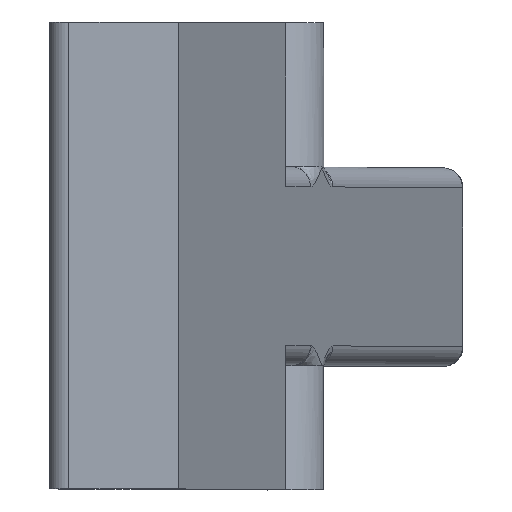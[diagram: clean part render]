
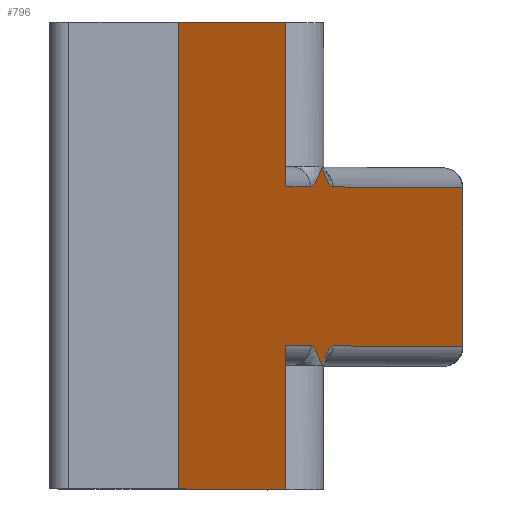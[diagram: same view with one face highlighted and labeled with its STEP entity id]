
A CAD part, top view. The second image highlights one B-rep face of the part: STEP entity #796.
In plain terms, the highlighted planar face has unit normal (0.965, 0, 0.262).
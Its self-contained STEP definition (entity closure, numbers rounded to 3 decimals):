
#21=B_SPLINE_CURVE_WITH_KNOTS('',3,(#1377,#1378,#1379,#1380,#1381,#1382,
#1383,#1384),.UNSPECIFIED.,.F.,.F.,(4,1,1,2,4),(0.589,0.685,
0.733,0.83,0.831),.UNSPECIFIED.);
#22=B_SPLINE_CURVE_WITH_KNOTS('',3,(#1435,#1436,#1437,#1438,#1439,#1440,
#1441,#1442),.UNSPECIFIED.,.F.,.F.,(4,2,1,1,4),(-0.001,0.,
0.097,0.145,0.242),.UNSPECIFIED.);
#23=B_SPLINE_CURVE_WITH_KNOTS('',3,(#1485,#1486,#1487,#1488,#1489,#1490,
#1491,#1492),.UNSPECIFIED.,.F.,.F.,(4,2,1,1,4),(-0.001,0.,
0.097,0.145,0.242),.UNSPECIFIED.);
#24=B_SPLINE_CURVE_WITH_KNOTS('',3,(#1539,#1540,#1541,#1542,#1543,#1544,
#1545,#1546),.UNSPECIFIED.,.F.,.F.,(4,1,1,2,4),(0.589,0.637,
0.685,0.83,0.831),.UNSPECIFIED.);
#41=PLANE('',#894);
#87=FACE_OUTER_BOUND('',#136,.T.);
#136=EDGE_LOOP('',(#672,#673,#674,#675,#676,#677,#678,#679,#680,#681,#682,
#683,#684,#685));
#200=LINE('',#1313,#263);
#203=LINE('',#1325,#266);
#204=LINE('',#1333,#267);
#205=LINE('',#1335,#268);
#206=LINE('',#1392,#269);
#207=LINE('',#1498,#270);
#208=LINE('',#1550,#271);
#209=LINE('',#1551,#272);
#210=LINE('',#1553,#273);
#211=LINE('',#1554,#274);
#263=VECTOR('',#1054,10.);
#266=VECTOR('',#1069,10.);
#267=VECTOR('',#1080,10.);
#268=VECTOR('',#1083,10.);
#269=VECTOR('',#1092,10.);
#270=VECTOR('',#1105,10.);
#271=VECTOR('',#1110,10.);
#272=VECTOR('',#1111,10.);
#273=VECTOR('',#1112,10.);
#274=VECTOR('',#1113,10.);
#373=VERTEX_POINT('',#1310);
#374=VERTEX_POINT('',#1312);
#376=VERTEX_POINT('',#1319);
#377=VERTEX_POINT('',#1323);
#378=VERTEX_POINT('',#1327);
#379=VERTEX_POINT('',#1331);
#380=VERTEX_POINT('',#1376);
#382=VERTEX_POINT('',#1389);
#383=VERTEX_POINT('',#1391);
#384=VERTEX_POINT('',#1483);
#385=VERTEX_POINT('',#1494);
#386=VERTEX_POINT('',#1496);
#387=VERTEX_POINT('',#1549);
#388=VERTEX_POINT('',#1552);
#465=EDGE_CURVE('',#373,#374,#200,.T.);
#472=EDGE_CURVE('',#377,#376,#203,.T.);
#476=EDGE_CURVE('',#378,#379,#204,.T.);
#477=EDGE_CURVE('',#376,#378,#205,.T.);
#478=EDGE_CURVE('',#379,#380,#21,.T.);
#482=EDGE_CURVE('',#382,#383,#206,.T.);
#485=EDGE_CURVE('',#380,#382,#22,.T.);
#487=EDGE_CURVE('',#384,#377,#23,.T.);
#490=EDGE_CURVE('',#386,#385,#207,.T.);
#491=EDGE_CURVE('',#385,#384,#24,.T.);
#493=EDGE_CURVE('',#387,#383,#208,.T.);
#494=EDGE_CURVE('',#386,#374,#209,.T.);
#495=EDGE_CURVE('',#388,#373,#210,.T.);
#496=EDGE_CURVE('',#388,#387,#211,.T.);
#672=ORIENTED_EDGE('',*,*,#493,.T.);
#673=ORIENTED_EDGE('',*,*,#482,.F.);
#674=ORIENTED_EDGE('',*,*,#485,.F.);
#675=ORIENTED_EDGE('',*,*,#478,.F.);
#676=ORIENTED_EDGE('',*,*,#476,.F.);
#677=ORIENTED_EDGE('',*,*,#477,.F.);
#678=ORIENTED_EDGE('',*,*,#472,.F.);
#679=ORIENTED_EDGE('',*,*,#487,.F.);
#680=ORIENTED_EDGE('',*,*,#491,.F.);
#681=ORIENTED_EDGE('',*,*,#490,.F.);
#682=ORIENTED_EDGE('',*,*,#494,.T.);
#683=ORIENTED_EDGE('',*,*,#465,.F.);
#684=ORIENTED_EDGE('',*,*,#495,.F.);
#685=ORIENTED_EDGE('',*,*,#496,.T.);
#796=ADVANCED_FACE('',(#87),#41,.T.);
#894=AXIS2_PLACEMENT_3D('',#1548,#1108,#1109);
#1054=DIRECTION('',(0.262,0.,-0.965));
#1069=DIRECTION('',(0.262,0.,-0.965));
#1080=DIRECTION('',(-0.262,0.,0.965));
#1083=DIRECTION('',(0.,-1.,0.));
#1092=DIRECTION('',(-0.262,0.,0.965));
#1105=DIRECTION('',(0.262,0.,-0.965));
#1108=DIRECTION('center_axis',(0.965,0.,0.262));
#1109=DIRECTION('ref_axis',(0.262,0.,-0.965));
#1110=DIRECTION('',(0.,1.,0.));
#1111=DIRECTION('',(0.,1.,0.));
#1112=DIRECTION('',(0.,1.,0.));
#1113=DIRECTION('',(0.262,0.,-0.965));
#1310=CARTESIAN_POINT('',(295.,12.25,-45.));
#1312=CARTESIAN_POINT('',(300.408,12.25,-64.959));
#1313=CARTESIAN_POINT('',(302.226,12.25,-71.672));
#1319=CARTESIAN_POINT('',(309.299,4.,-97.776));
#1323=CARTESIAN_POINT('',(302.794,4.,-73.767));
#1325=CARTESIAN_POINT('',(299.625,4.,-62.071));
#1327=CARTESIAN_POINT('',(309.299,-4.,-97.776));
#1331=CARTESIAN_POINT('',(302.794,-4.,-73.767));
#1333=CARTESIAN_POINT('',(299.625,-4.,-62.071));
#1335=CARTESIAN_POINT('',(309.299,0.,-97.776));
#1376=CARTESIAN_POINT('',(302.226,-5.,-71.672));
#1377=CARTESIAN_POINT('Ctrl Pts',(302.794,-4.,-73.767));
#1378=CARTESIAN_POINT('Ctrl Pts',(302.71,-4.,-73.456));
#1379=CARTESIAN_POINT('Ctrl Pts',(302.585,-4.134,-72.996));
#1380=CARTESIAN_POINT('Ctrl Pts',(302.4,-4.514,-72.312));
#1381=CARTESIAN_POINT('Ctrl Pts',(302.296,-4.806,-71.928));
#1382=CARTESIAN_POINT('Ctrl Pts',(302.227,-4.998,-71.675));
#1383=CARTESIAN_POINT('Ctrl Pts',(302.227,-4.999,-71.674));
#1384=CARTESIAN_POINT('Ctrl Pts',(302.226,-5.,-71.672));
#1389=CARTESIAN_POINT('',(301.659,-4.,-69.577));
#1391=CARTESIAN_POINT('',(300.408,-4.,-64.959));
#1392=CARTESIAN_POINT('',(299.625,-4.,-62.071));
#1435=CARTESIAN_POINT('Ctrl Pts',(302.226,-5.,-71.672));
#1436=CARTESIAN_POINT('Ctrl Pts',(302.226,-4.999,-71.67));
#1437=CARTESIAN_POINT('Ctrl Pts',(302.226,-4.998,-71.669));
#1438=CARTESIAN_POINT('Ctrl Pts',(302.157,-4.806,-71.417));
#1439=CARTESIAN_POINT('Ctrl Pts',(302.053,-4.514,-71.032));
#1440=CARTESIAN_POINT('Ctrl Pts',(301.868,-4.134,-70.348));
#1441=CARTESIAN_POINT('Ctrl Pts',(301.743,-4.,-69.888));
#1442=CARTESIAN_POINT('Ctrl Pts',(301.659,-4.,-69.577));
#1483=CARTESIAN_POINT('',(302.226,5.,-71.672));
#1485=CARTESIAN_POINT('Ctrl Pts',(302.226,5.,-71.672));
#1486=CARTESIAN_POINT('Ctrl Pts',(302.227,4.999,-71.674));
#1487=CARTESIAN_POINT('Ctrl Pts',(302.227,4.998,-71.675));
#1488=CARTESIAN_POINT('Ctrl Pts',(302.296,4.806,-71.928));
#1489=CARTESIAN_POINT('Ctrl Pts',(302.4,4.514,-72.312));
#1490=CARTESIAN_POINT('Ctrl Pts',(302.585,4.134,-72.996));
#1491=CARTESIAN_POINT('Ctrl Pts',(302.71,4.,-73.456));
#1492=CARTESIAN_POINT('Ctrl Pts',(302.794,4.,-73.767));
#1494=CARTESIAN_POINT('',(301.659,4.,-69.577));
#1496=CARTESIAN_POINT('',(300.408,4.,-64.959));
#1498=CARTESIAN_POINT('',(299.625,4.,-62.071));
#1539=CARTESIAN_POINT('Ctrl Pts',(301.659,4.,-69.577));
#1540=CARTESIAN_POINT('Ctrl Pts',(301.701,4.,-69.732));
#1541=CARTESIAN_POINT('Ctrl Pts',(301.786,4.046,-70.046));
#1542=CARTESIAN_POINT('Ctrl Pts',(301.984,4.32,-70.778));
#1543=CARTESIAN_POINT('Ctrl Pts',(302.123,4.71,-71.291));
#1544=CARTESIAN_POINT('Ctrl Pts',(302.226,4.998,-71.669));
#1545=CARTESIAN_POINT('Ctrl Pts',(302.226,4.999,-71.67));
#1546=CARTESIAN_POINT('Ctrl Pts',(302.226,5.,-71.672));
#1548=CARTESIAN_POINT('Origin',(295.,0.,-45.));
#1549=CARTESIAN_POINT('',(300.408,-11.25,-64.959));
#1550=CARTESIAN_POINT('',(300.408,0.,-64.959));
#1551=CARTESIAN_POINT('',(300.408,0.,-64.959));
#1552=CARTESIAN_POINT('',(295.,-11.25,-45.));
#1553=CARTESIAN_POINT('',(295.,0.,-45.));
#1554=CARTESIAN_POINT('',(296.29,-11.25,-49.762));
